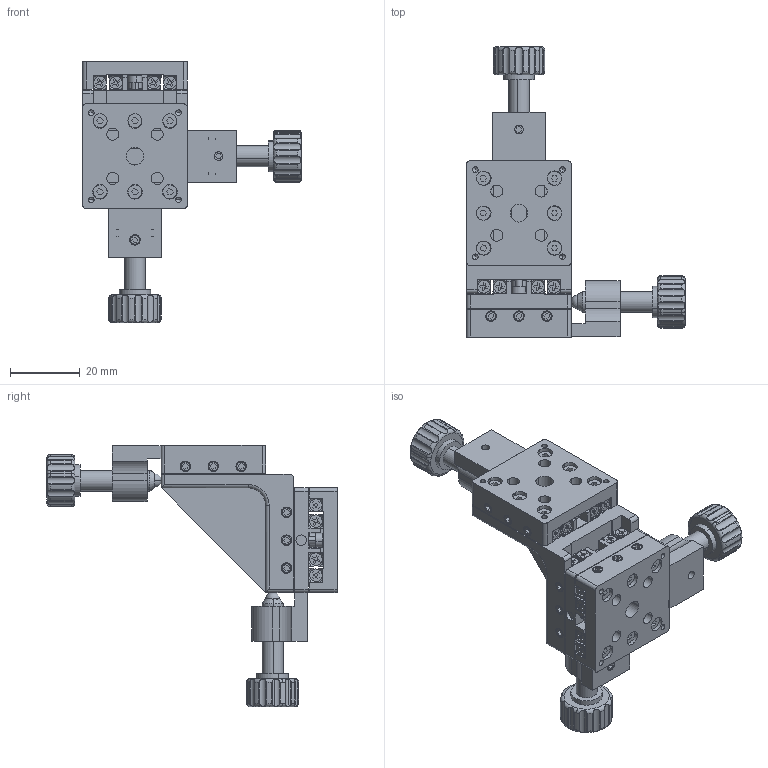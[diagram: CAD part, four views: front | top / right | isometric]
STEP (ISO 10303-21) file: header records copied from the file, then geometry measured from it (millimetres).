
FILE_DESCRIPTION (( 'STEP AP203' ), '1' );
FILE_NAME ('56CTS-3R.STEP', '2016-05-04T06:00:44', ( '' ), ( '' ), 'SwSTEP 2.0', 'SolidWorks 2016', '' );
FILE_SCHEMA (( 'CONFIG_CONTROL_DESIGN' ));
Length unit declared in the file: millimetre
Products named in the file (1): 56CTS-3R
Bounding box: 62.73 x 83.23 x 74.93 mm (x, y, z)
Volume: 39326.2 mm3; surface area: 40346.2 mm2
Topology: 106 solids, 106 shells, 2557 faces, 6443 edges, 4176 vertices
Faces by surface type: plane 1295, cylinder 908, cone 334, torus 14, sphere 6
Entity records: 79403 total; most frequent: CARTESIAN_POINT 17378, ORIENTED_EDGE 12760, DIRECTION 12760, EDGE_CURVE 6380, AXIS2_PLACEMENT_3D 4501, VERTEX_POINT 4167, LINE 3758, VECTOR 3758
